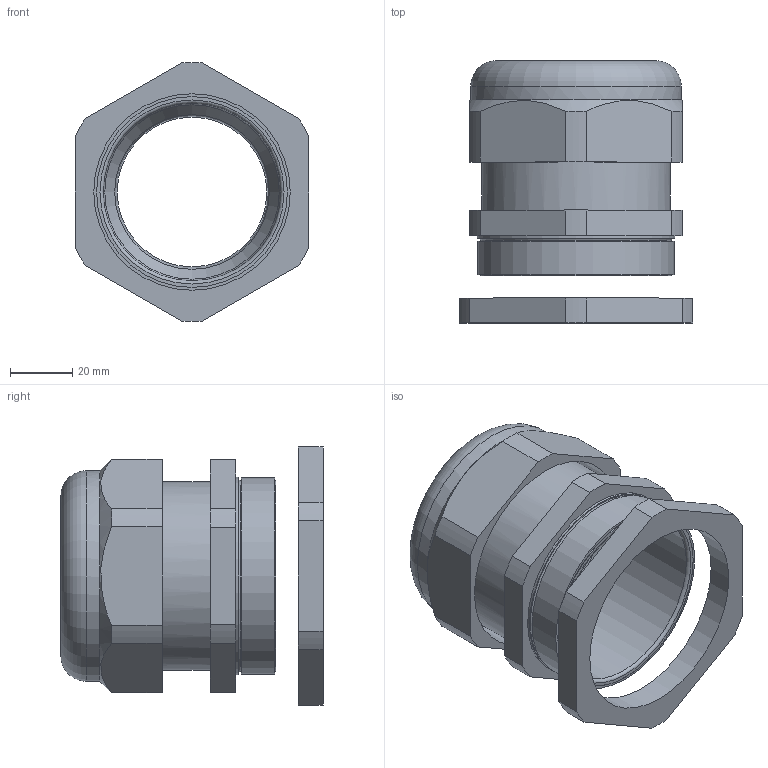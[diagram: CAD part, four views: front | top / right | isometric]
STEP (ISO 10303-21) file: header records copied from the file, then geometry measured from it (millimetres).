
FILE_DESCRIPTION (( 'STEP AP214' ), '1' );
FILE_NAME ('2022776.stp', '2022-02-01T14:05:07', ( '' ), ( '' ), 'SwSTEP 2.0', 'SolidWorks 2020', '' );
FILE_SCHEMA (( 'AUTOMOTIVE_DESIGN' ));
Length unit declared in the file: millimetre
Products named in the file (5): 0008373_M63x1,5 (grafische Darstellung); 2022776; EV501_M63; 0005475_grafische Darstellung; 0005478_grafische Darstellung
Assembly tree (4 placements, depth 2):
  2022776
    0005478_grafische Darstellung
    EV501_M63
    0005475_grafische Darstellung
    0008373_M63x1,5 (grafische Darstellung)
Bounding box: 75 x 84.1 x 82.97 mm (x, y, z)
Volume: 85615.7 mm3; surface area: 59722.2 mm2
Topology: 4 solids, 4 shells, 370 faces, 1009 edges, 652 vertices
Faces by surface type: plane 166, torus 87, cylinder 86, cone 31
Full cylindrical faces by diameter (mm): 48 x1, 48.2 x1, 48.5 x1, 54.8 x1, 57 x1, 57.3 x1, 60.45 x1, 61.16 x2, 63 x2, 63.382 x1, 64.45 x1, 67.5 x1
Entity records: 12604 total; most frequent: CARTESIAN_POINT 3294, ORIENTED_EDGE 1956, DIRECTION 1876, EDGE_CURVE 978, AXIS2_PLACEMENT_3D 743, VERTEX_POINT 645, EDGE_LOOP 407, LINE 390
